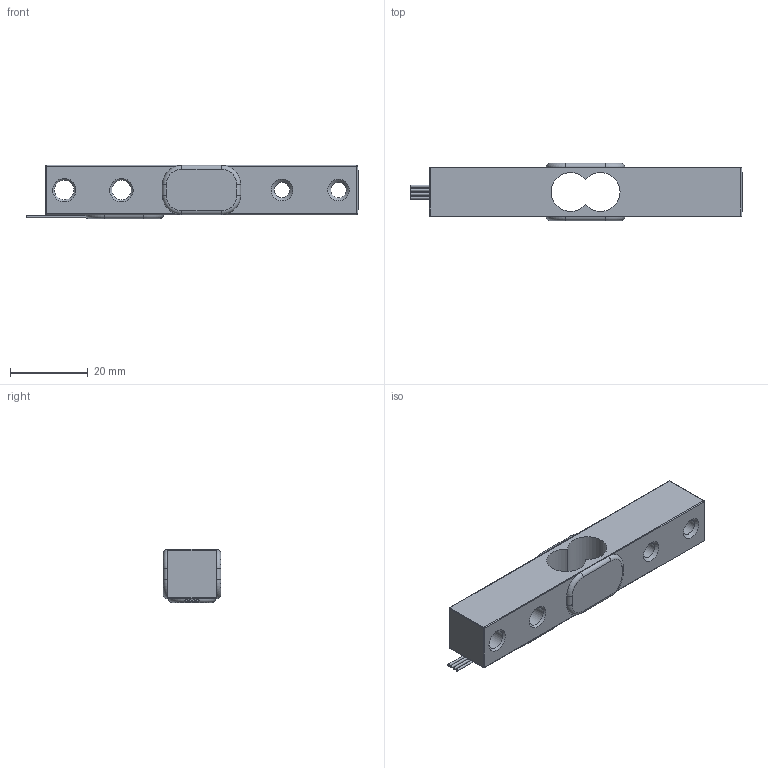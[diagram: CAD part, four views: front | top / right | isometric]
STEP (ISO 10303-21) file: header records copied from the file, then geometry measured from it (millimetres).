
FILE_DESCRIPTION(/* description */ (''),/* implementation_level */ '2;1');
FILE_NAME(/* name */ 'Load_cell_sensor-5_kg v1.step',/* time_stamp */ '2021-04-27T23:56:38+03:00',/* author */ (''),/* organization */ (''),/* preprocessor_version */ 'ST-DEVELOPER v18.1',/* originating_system */ 'Autodesk Translation Framework v10.6.0.1341',/* authorisation */ '');
FILE_SCHEMA (('AUTOMOTIVE_DESIGN { 1 0 10303 214 3 1 1 }'));
Length unit declared in the file: millimetre
Products named in the file (1): Load_cell_sensor-5_kg
Bounding box: 85.2 x 14.75 x 13.65 mm (x, y, z)
Volume: 10889.3 mm3; surface area: 7150.8 mm2
Topology: 14 solids, 14 shells, 176 faces, 412 edges, 264 vertices
Faces by surface type: plane 74, bspline 40, cylinder 34, torus 12, cone 8, sphere 8
Full cylindrical faces by diameter (mm): 0.6 x4, 4 x2, 5 x2
Entity records: 5136 total; most frequent: CARTESIAN_POINT 1213, ORIENTED_EDGE 824, DIRECTION 706, EDGE_CURVE 412, VERTEX_POINT 264, AXIS2_PLACEMENT_3D 237, LINE 232, VECTOR 232
